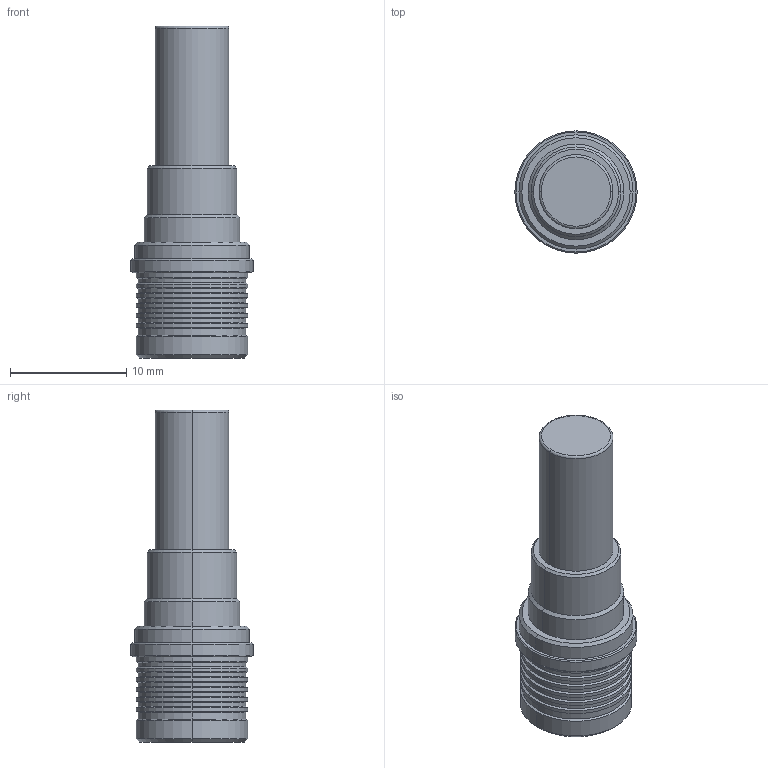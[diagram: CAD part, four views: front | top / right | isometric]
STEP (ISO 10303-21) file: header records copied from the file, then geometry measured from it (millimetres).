
FILE_DESCRIPTION (( 'STEP AP203' ), '1' );
FILE_NAME ('R123.096.110B.STEP', '2014-06-24T12:40:09', ( 'adminradiall' ), ( 'Microsoft' ), 'SwSTEP 2.0', 'SolidWorks 2014', '' );
FILE_SCHEMA (( 'CONFIG_CONTROL_DESIGN' ));
Length unit declared in the file: millimetre
Products named in the file (1): R123.096.110B
Bounding box: 10.5 x 10.5 x 28.5 mm (x, y, z)
Volume: 1218.9 mm3; surface area: 1053.4 mm2
Topology: 1 solids, 1 shells, 166 faces, 404 edges, 246 vertices
Faces by surface type: cone 58, cylinder 58, plane 40, torus 10
Entity records: 5245 total; most frequent: CARTESIAN_POINT 1237, DIRECTION 866, ORIENTED_EDGE 808, EDGE_CURVE 404, AXIS2_PLACEMENT_3D 343, VERTEX_POINT 246, VECTOR 180, LINE 180
